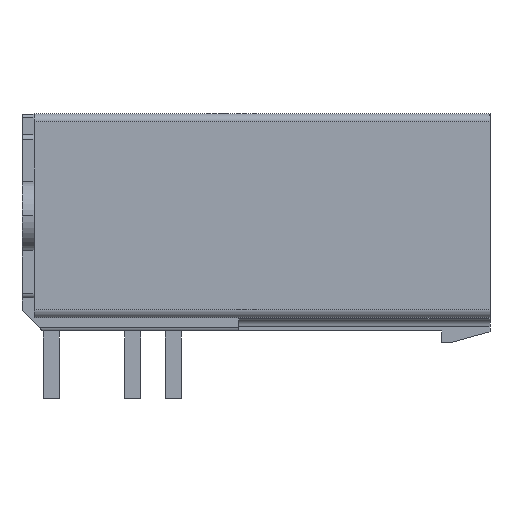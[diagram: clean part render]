
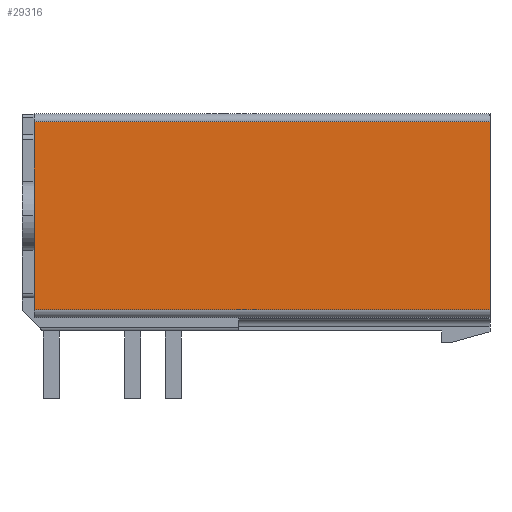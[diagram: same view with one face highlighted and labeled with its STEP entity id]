
A CAD part, front view. The second image highlights one B-rep face of the part: STEP entity #29316.
In plain terms, the highlighted planar face has unit normal (0, -1, 0).
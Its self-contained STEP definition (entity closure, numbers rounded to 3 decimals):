
#26=DIRECTION('',(0.,0.,1.));
#27=VECTOR('',#26,11.733);
#28=CARTESIAN_POINT('',(-13.875,-6.22,-5.055));
#29=LINE('',#28,#27);
#2468=DIRECTION('',(0.,0.,1.));
#2469=VECTOR('',#2468,11.733);
#2470=CARTESIAN_POINT('',(14.625,-6.22,-5.055));
#2471=LINE('',#2470,#2469);
#10377=DIRECTION('',(-1.,0.,0.));
#10378=VECTOR('',#10377,28.5);
#10379=CARTESIAN_POINT('',(14.625,-6.22,-5.055));
#10380=LINE('',#10379,#10378);
#10381=DIRECTION('',(-1.,0.,0.));
#10382=VECTOR('',#10381,28.5);
#10383=CARTESIAN_POINT('',(14.625,-6.22,6.678));
#10384=LINE('',#10383,#10382);
#14118=CARTESIAN_POINT('',(14.625,-6.22,6.678));
#14120=VERTEX_POINT('',#14118);
#14135=CARTESIAN_POINT('',(14.625,-6.22,-5.055));
#14137=VERTEX_POINT('',#14135);
#14138=CARTESIAN_POINT('',(-13.875,-6.22,6.678));
#14140=VERTEX_POINT('',#14138);
#14143=CARTESIAN_POINT('',(-13.875,-6.22,-5.055));
#14145=VERTEX_POINT('',#14143);
#29304=CARTESIAN_POINT('',(14.625,-6.22,-5.055));
#29305=DIRECTION('',(0.,1.,0.));
#29306=DIRECTION('',(0.,0.,1.));
#29307=AXIS2_PLACEMENT_3D('',#29304,#29305,#29306);
#29308=PLANE('',#29307);
#29309=ORIENTED_EDGE('',*,*,#15568,.F.);
#29310=ORIENTED_EDGE('',*,*,#29299,.T.);
#29311=ORIENTED_EDGE('',*,*,#14890,.T.);
#29313=ORIENTED_EDGE('',*,*,#29312,.F.);
#29314=EDGE_LOOP('',(#29309,#29310,#29311,#29313));
#29315=FACE_OUTER_BOUND('',#29314,.F.);
#29316=ADVANCED_FACE('',(#29315),#29308,.F.);
#14890=EDGE_CURVE('',#14145,#14140,#29,.T.);
#15568=EDGE_CURVE('',#14137,#14120,#2471,.T.);
#29299=EDGE_CURVE('',#14137,#14145,#10380,.T.);
#29312=EDGE_CURVE('',#14120,#14140,#10384,.T.);
